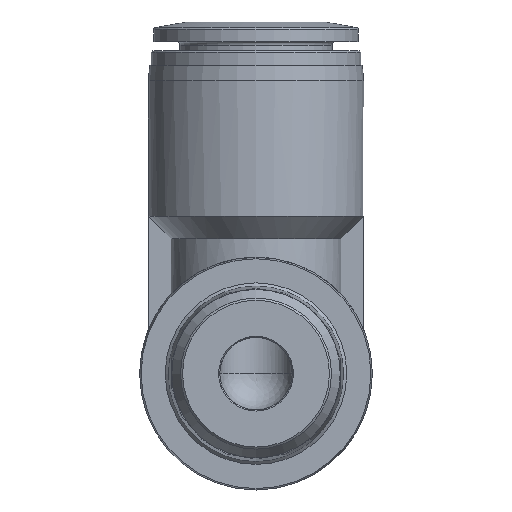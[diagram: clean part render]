
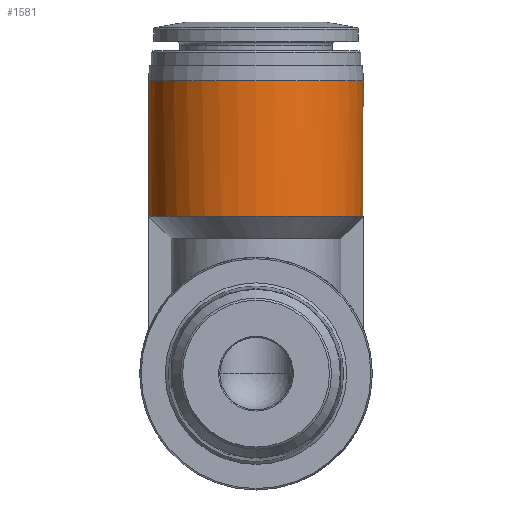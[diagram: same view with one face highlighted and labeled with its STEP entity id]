
A CAD part, front view. The second image highlights one B-rep face of the part: STEP entity #1581.
In plain terms, the highlighted cylindrical face has radius 10.4 mm (diameter 20.8 mm), a full revolution.
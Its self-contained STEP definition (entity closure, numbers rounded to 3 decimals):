
#30=CYLINDRICAL_SURFACE('',#1683,10.4);
#68=B_SPLINE_CURVE_WITH_KNOTS('',3,(#2370,#2371,#2372,#2373),
 .UNSPECIFIED.,.F.,.F.,(4,4),(0.015,0.017),
 .UNSPECIFIED.);
#69=B_SPLINE_CURVE_WITH_KNOTS('',3,(#2381,#2382,#2383,#2384),
 .UNSPECIFIED.,.F.,.F.,(4,4),(0.004,0.005),
 .UNSPECIFIED.);
#125=LINE('',#2368,#162);
#126=LINE('',#2375,#163);
#127=LINE('',#2379,#164);
#128=LINE('',#2386,#165);
#162=VECTOR('',#1903,1000.);
#163=VECTOR('',#1904,1000.);
#164=VECTOR('',#1907,1000.);
#165=VECTOR('',#1908,1000.);
#253=ORIENTED_EDGE('',*,*,#520,.F.);
#254=ORIENTED_EDGE('',*,*,#521,.T.);
#255=ORIENTED_EDGE('',*,*,#522,.F.);
#256=ORIENTED_EDGE('',*,*,#523,.F.);
#257=ORIENTED_EDGE('',*,*,#524,.F.);
#258=ORIENTED_EDGE('',*,*,#525,.T.);
#259=ORIENTED_EDGE('',*,*,#526,.F.);
#260=ORIENTED_EDGE('',*,*,#527,.F.);
#261=ORIENTED_EDGE('',*,*,#528,.T.);
#520=EDGE_CURVE('',#647,#648,#716,.T.);
#521=EDGE_CURVE('',#647,#649,#125,.T.);
#522=EDGE_CURVE('',#650,#649,#68,.T.);
#523=EDGE_CURVE('',#651,#650,#126,.T.);
#524=EDGE_CURVE('',#652,#651,#717,.T.);
#525=EDGE_CURVE('',#652,#653,#127,.T.);
#526=EDGE_CURVE('',#654,#653,#69,.T.);
#527=EDGE_CURVE('',#648,#654,#128,.T.);
#528=EDGE_CURVE('',#655,#655,#718,.T.);
#647=VERTEX_POINT('',#2366);
#648=VERTEX_POINT('',#2367);
#649=VERTEX_POINT('',#2369);
#650=VERTEX_POINT('',#2374);
#651=VERTEX_POINT('',#2376);
#652=VERTEX_POINT('',#2378);
#653=VERTEX_POINT('',#2380);
#654=VERTEX_POINT('',#2385);
#655=VERTEX_POINT('',#2388);
#716=CIRCLE('',#1684,10.4);
#717=CIRCLE('',#1685,10.4);
#718=CIRCLE('',#1686,10.4);
#788=EDGE_LOOP('',(#253,#254,#255,#256,#257,#258,#259,#260));
#789=EDGE_LOOP('',(#261));
#904=FACE_BOUND('',#788,.T.);
#905=FACE_BOUND('',#789,.T.);
#1581=ADVANCED_FACE('',(#904,#905),#30,.T.);
#1683=AXIS2_PLACEMENT_3D('',#2364,#1899,#1900);
#1684=AXIS2_PLACEMENT_3D('',#2365,#1901,#1902);
#1685=AXIS2_PLACEMENT_3D('',#2377,#1905,#1906);
#1686=AXIS2_PLACEMENT_3D('',#2387,#1909,#1910);
#1899=DIRECTION('',(0.,0.,-1.));
#1900=DIRECTION('',(-1.,0.,0.));
#1901=DIRECTION('',(0.,0.,-1.));
#1902=DIRECTION('',(-1.,0.,0.));
#1903=DIRECTION('',(0.,0.,-1.));
#1904=DIRECTION('',(0.,0.,-1.));
#1905=DIRECTION('',(0.,0.,-1.));
#1906=DIRECTION('',(-1.,0.,0.));
#1907=DIRECTION('',(0.,0.,-1.));
#1908=DIRECTION('',(0.,0.,-1.));
#1909=DIRECTION('',(0.,0.,-1.));
#1910=DIRECTION('',(-1.,0.,0.));
#2364=CARTESIAN_POINT('',(0.,-30.8,0.));
#2365=CARTESIAN_POINT('',(0.,-30.8,15.2));
#2366=CARTESIAN_POINT('',(-10.369,-30.,15.2));
#2367=CARTESIAN_POINT('',(10.369,-30.,15.2));
#2368=CARTESIAN_POINT('',(-10.369,-30.,15.2));
#2369=CARTESIAN_POINT('',(-10.369,-30.,4.364));
#2370=CARTESIAN_POINT('',(-10.369,-31.6,4.364));
#2371=CARTESIAN_POINT('',(-10.41,-31.071,4.267));
#2372=CARTESIAN_POINT('',(-10.41,-30.529,4.267));
#2373=CARTESIAN_POINT('',(-10.369,-30.,4.364));
#2374=CARTESIAN_POINT('',(-10.369,-31.6,4.364));
#2375=CARTESIAN_POINT('',(-10.369,-31.6,15.2));
#2376=CARTESIAN_POINT('',(-10.369,-31.6,15.2));
#2377=CARTESIAN_POINT('',(0.,-30.8,15.2));
#2378=CARTESIAN_POINT('',(10.369,-31.6,15.2));
#2379=CARTESIAN_POINT('',(10.369,-31.6,15.2));
#2380=CARTESIAN_POINT('',(10.369,-31.6,4.364));
#2381=CARTESIAN_POINT('',(10.369,-30.,4.364));
#2382=CARTESIAN_POINT('',(10.41,-30.528,4.267));
#2383=CARTESIAN_POINT('',(10.41,-31.069,4.266));
#2384=CARTESIAN_POINT('',(10.369,-31.6,4.364));
#2385=CARTESIAN_POINT('',(10.369,-30.,4.364));
#2386=CARTESIAN_POINT('',(10.369,-30.,15.2));
#2387=CARTESIAN_POINT('',(0.,-30.8,28.3));
#2388=CARTESIAN_POINT('',(-10.4,-30.8,28.3));
